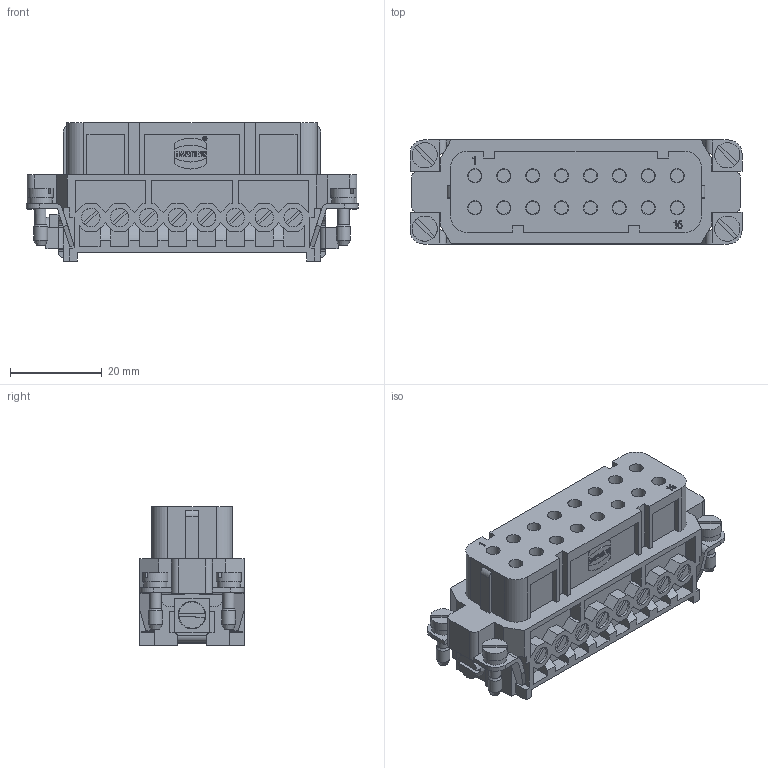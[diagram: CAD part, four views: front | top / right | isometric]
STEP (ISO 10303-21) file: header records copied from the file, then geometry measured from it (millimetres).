
FILE_DESCRIPTION(/* description */ (''),/* implementation_level */ '2;1');
FILE_NAME(/* name */ '100197566ugm000_d.stp',/* time_stamp */ '2019-08-21T10:54:39+02:00',/* author */ (''),/* organization */ (''),/* preprocessor_version */ 'ST-DEVELOPER v16.7',/* originating_system */ 'SIEMENS PLM Software NX 12.0',/* authorisation */ '');
FILE_SCHEMA (('AUTOMOTIVE_DESIGN { 1 0 10303 214 3 1 1 1 }'));
Length unit declared in the file: millimetre
Products named in the file (1): 100197566ugm000_d
Bounding box: 72.4 x 22.7 x 30.15 mm (x, y, z)
Volume: 26618.4 mm3; surface area: 16074.6 mm2
Topology: 1 solids, 1 shells, 1222 faces, 3450 edges, 2553 vertices
Faces by surface type: plane 844, cylinder 237, cone 57, extrusion 41, torus 32, bspline 11
Full cylindrical faces by diameter (mm): 0.77 x1, 0.91 x1, 1.95 x2, 2 x2, 2.5 x4, 2.85 x1, 3 x4, 3.05 x48, 3.2 x16, 4 x16, 5 x4, 5.5 x4
Entity records: 44269 total; most frequent: CARTESIAN_POINT 9135, ORIENTED_EDGE 5840, DIRECTION 5834, EDGE_CURVE 2920, VECTOR 2202, LINE 2161, VERTEX_POINT 2024, AXIS2_PLACEMENT_3D 1816
